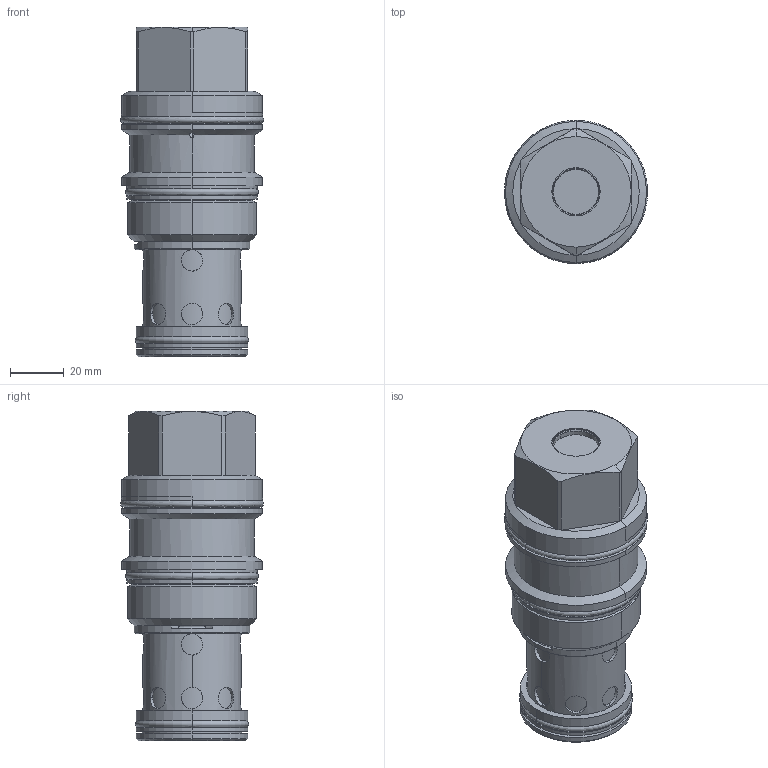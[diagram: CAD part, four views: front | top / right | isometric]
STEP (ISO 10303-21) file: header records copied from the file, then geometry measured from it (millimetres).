
FILE_DESCRIPTION((''),'2;1');
FILE_NAME('LOJA8DN_SW','2024-06-28T13:36:03',('SigMax'),(''),'CREO PARAMETRIC BY PTC INC, 2021072','CREO PARAMETRIC BY PTC INC, 2021072','');
FILE_SCHEMA(('AUTOMOTIVE_DESIGN { 1 0 10303 214 1 1 1 1 }'));
Length unit declared in the file: inch
Products named in the file (1): LOJA8DN_SW
Bounding box: 53.06 x 53.06 x 122.2 mm (x, y, z)
Volume: 184934.3 mm3; surface area: 35147.6 mm2
Topology: 3 solids, 5 shells, 205 faces, 456 edges, 278 vertices
Faces by surface type: cylinder 107, plane 34, cone 28, torus 26, revolution 10
Entity records: 8869 total; most frequent: CARTESIAN_POINT 2751, DIRECTION 972, ORIENTED_EDGE 912, EDGE_CURVE 456, AXIS2_PLACEMENT_3D 411, VERTEX_POINT 278, EDGE_LOOP 232, CIRCLE 216
